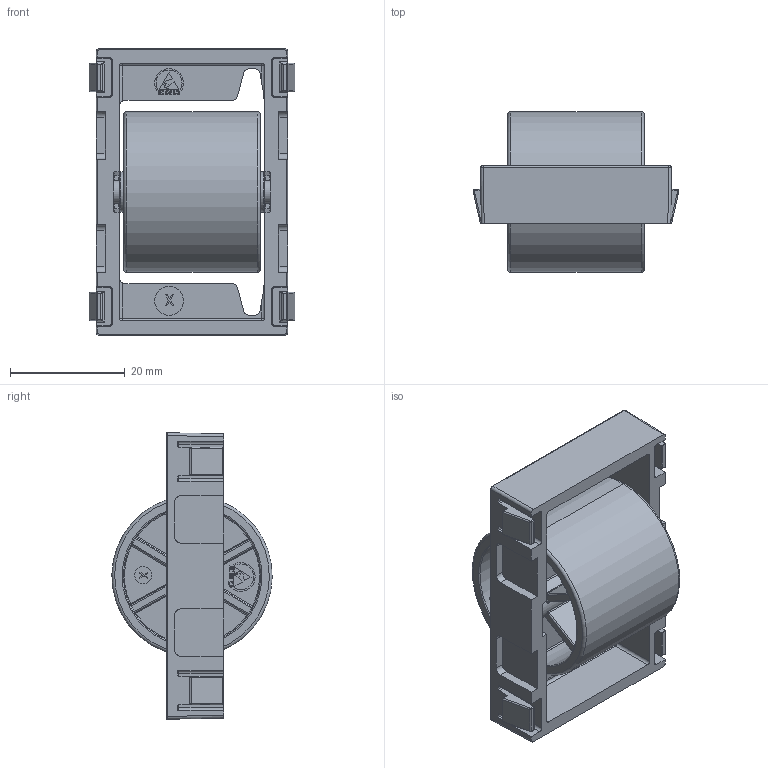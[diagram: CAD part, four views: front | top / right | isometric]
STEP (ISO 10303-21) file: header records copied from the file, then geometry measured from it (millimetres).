
FILE_DESCRIPTION (( 'STEP AP203' ), '1' );
FILE_NAME ('062AER2891ESD.50.STEP', '2015-09-14T12:05:36', ( 'Fath' ), ( 'Hewlett-Packard Company' ), 'SwSTEP 2.0', 'SolidWorks 2014', '' );
FILE_SCHEMA (( 'CONFIG_CONTROL_DESIGN' ));
Length unit declared in the file: millimetre
Products named in the file (4): 062AER91.50_062ACR2891ESD.50; 062AXM_d4 l32; 062RR2891_062RR2891ESD; 062AER2891ESD.50
Assembly tree (3 placements, depth 2):
  062AER2891ESD.50
    062AER91.50_062ACR2891ESD.50
    062AXM_d4 l32
    062RR2891_062RR2891ESD
Bounding box: 35.9 x 28 x 49.99 mm (x, y, z)
Volume: 11298.7 mm3; surface area: 13229 mm2
Topology: 3 solids, 3 shells, 948 faces, 2389 edges, 1401 vertices
Faces by surface type: plane 360, cylinder 300, sphere 96, bspline 96, torus 92, cone 4
Entity records: 29606 total; most frequent: CARTESIAN_POINT 7554, ORIENTED_EDGE 4610, DIRECTION 4502, EDGE_CURVE 2305, AXIS2_PLACEMENT_3D 1609, VERTEX_POINT 1381, LINE 1284, VECTOR 1284
